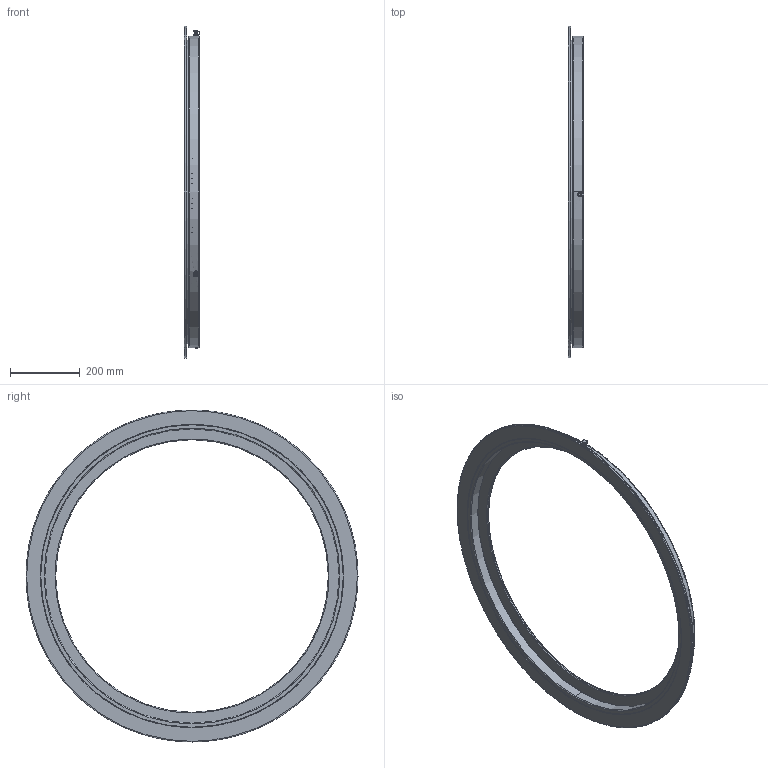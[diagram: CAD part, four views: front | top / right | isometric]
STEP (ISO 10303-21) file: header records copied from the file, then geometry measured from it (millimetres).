
FILE_DESCRIPTION (( 'STEP AP214' ), '1' );
FILE_NAME ('0014718_950-L.step', '2017-11-03T10:44:47', ( '' ), ( '' ), 'SwSTEP 2.0', 'SolidWorks 2016', '' );
FILE_SCHEMA (( 'AUTOMOTIVE_DESIGN' ));
Length unit declared in the file: millimetre
Products named in the file (1): 0014718_950-L
Bounding box: 45.08 x 950 x 950 mm (x, y, z)
Volume: 3808821.3 mm3; surface area: 1074282.1 mm2
Topology: 205 solids, 205 shells, 718 faces, 2026 edges, 950 vertices
Faces by surface type: bspline 446, cylinder 100, cone 84, plane 78, torus 10
Entity records: 31565 total; most frequent: CARTESIAN_POINT 17108, ORIENTED_EDGE 2488, DIRECTION 2174, EDGE_CURVE 1244, AXIS2_PLACEMENT_3D 983, VERTEX_POINT 950, EDGE_LOOP 762, FACE_OUTER_BOUND 718
